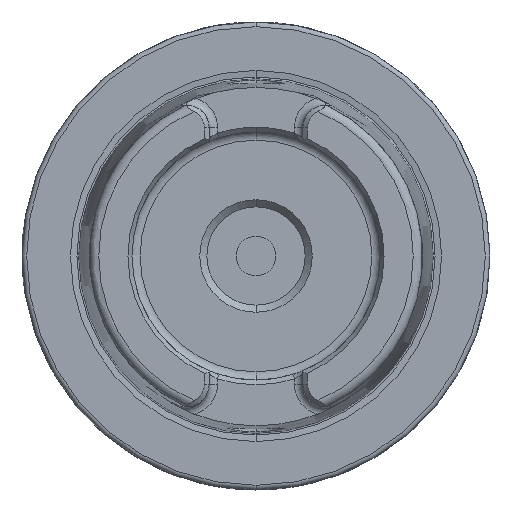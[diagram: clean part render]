
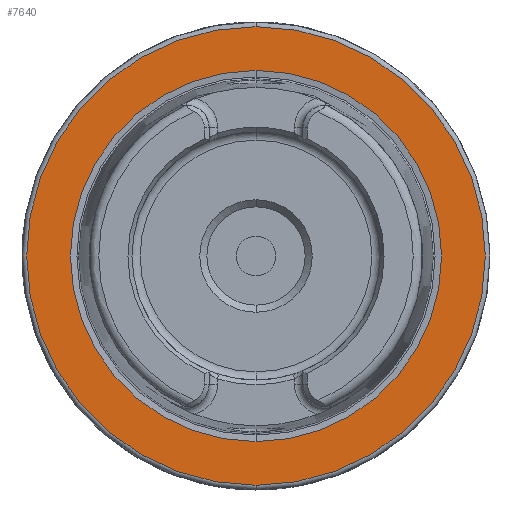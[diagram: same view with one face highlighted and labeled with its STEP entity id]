
A CAD part, left-side view. The second image highlights one B-rep face of the part: STEP entity #7640.
In plain terms, the highlighted planar face has unit normal (-1, 0, 0).
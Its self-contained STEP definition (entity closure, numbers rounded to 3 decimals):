
#2 = DIRECTION ( 'NONE',  ( 0., 0., -1. ) ) ;
#10 = DIRECTION ( 'NONE',  ( 1., 0., 0. ) ) ;
#26 = CARTESIAN_POINT ( 'NONE',  ( 0., 0., 0. ) ) ;
#91 = EDGE_LOOP ( 'NONE', ( #4750, #4773 ) ) ;
#142 = VERTEX_POINT ( 'NONE', #5717 ) ;
#659 = CARTESIAN_POINT ( 'NONE',  ( 0., 0., -39.647 ) ) ;
#682 = EDGE_CURVE ( 'NONE', #1637, #142, #11839, .T. ) ;
#1637 = VERTEX_POINT ( 'NONE', #659 ) ;
#1707 = EDGE_CURVE ( 'NONE', #10079, #6516, #10218, .T. ) ;
#1718 = DIRECTION ( 'NONE',  ( 0., 0., 1. ) ) ;
#2764 = EDGE_CURVE ( 'NONE', #6516, #10079, #8129, .T. ) ;
#2788 = CARTESIAN_POINT ( 'NONE',  ( 0., 0., 49. ) ) ;
#3587 = DIRECTION ( 'NONE',  ( -1., 0., 0. ) ) ;
#3588 = AXIS2_PLACEMENT_3D ( 'NONE', #6850, #6806, #6798 ) ;
#3605 = PLANE ( 'NONE',  #5361 ) ;
#3709 = DIRECTION ( 'NONE',  ( 0., 0., -1. ) ) ;
#3714 = DIRECTION ( 'NONE',  ( 1., 0., 0. ) ) ;
#3753 = CARTESIAN_POINT ( 'NONE',  ( 0., 0., 0. ) ) ;
#4504 = FACE_BOUND ( 'NONE', #91, .T. ) ;
#4750 = ORIENTED_EDGE ( 'NONE', *, *, #9353, .T. ) ;
#4770 = DIRECTION ( 'NONE',  ( 0., 0., -1. ) ) ;
#4773 = ORIENTED_EDGE ( 'NONE', *, *, #682, .T. ) ;
#4840 = DIRECTION ( 'NONE',  ( 1., 0., 0. ) ) ;
#4841 = FACE_OUTER_BOUND ( 'NONE', #11381, .T. ) ;
#4852 = ORIENTED_EDGE ( 'NONE', *, *, #2764, .F. ) ;
#4879 = ORIENTED_EDGE ( 'NONE', *, *, #1707, .F. ) ;
#4880 = CARTESIAN_POINT ( 'NONE',  ( 0., 0., 0. ) ) ;
#5361 = AXIS2_PLACEMENT_3D ( 'NONE', #7370, #3587, #1718 ) ;
#5717 = CARTESIAN_POINT ( 'NONE',  ( 0., 0., 39.647 ) ) ;
#6516 = VERTEX_POINT ( 'NONE', #8846 ) ;
#6798 = DIRECTION ( 'NONE',  ( 0., 0., -1. ) ) ;
#6806 = DIRECTION ( 'NONE',  ( 1., 0., 0. ) ) ;
#6850 = CARTESIAN_POINT ( 'NONE',  ( 0., 0., 0. ) ) ;
#7154 = CIRCLE ( 'NONE', #3588, 39.647 ) ;
#7370 = CARTESIAN_POINT ( 'NONE',  ( 0., 39.647, 0. ) ) ;
#7483 = AXIS2_PLACEMENT_3D ( 'NONE', #4880, #4840, #4770 ) ;
#7640 = ADVANCED_FACE ( 'NONE', ( #4504, #4841 ), #3605, .T. ) ;
#7652 = AXIS2_PLACEMENT_3D ( 'NONE', #26, #10, #2 ) ;
#7701 = AXIS2_PLACEMENT_3D ( 'NONE', #3753, #3714, #3709 ) ;
#8129 = CIRCLE ( 'NONE', #7483, 49. ) ;
#8846 = CARTESIAN_POINT ( 'NONE',  ( 0., 0., -49. ) ) ;
#9353 = EDGE_CURVE ( 'NONE', #142, #1637, #7154, .T. ) ;
#10079 = VERTEX_POINT ( 'NONE', #2788 ) ;
#10218 = CIRCLE ( 'NONE', #7652, 49. ) ;
#11381 = EDGE_LOOP ( 'NONE', ( #4852, #4879 ) ) ;
#11839 = CIRCLE ( 'NONE', #7701, 39.647 ) ;
